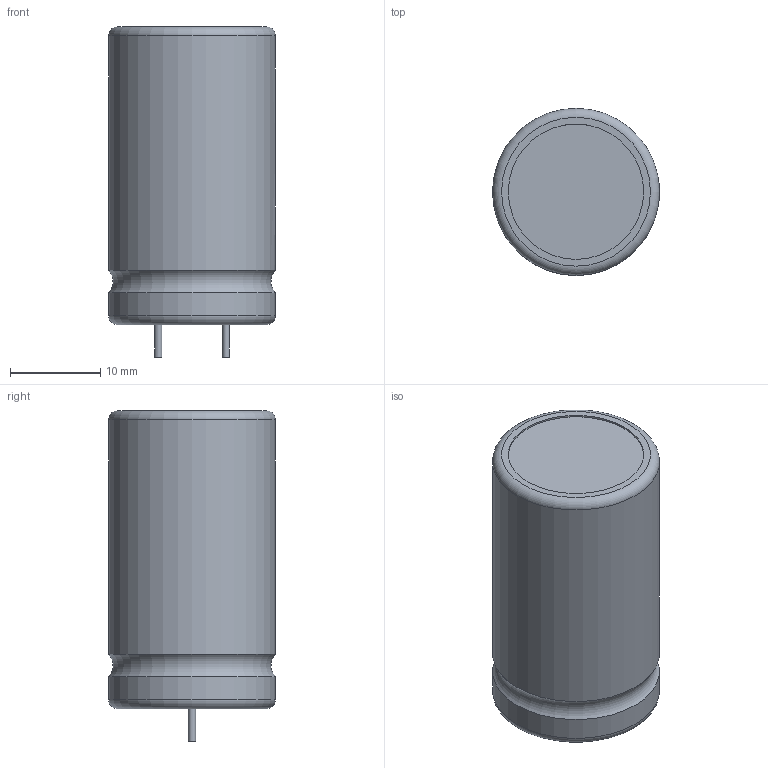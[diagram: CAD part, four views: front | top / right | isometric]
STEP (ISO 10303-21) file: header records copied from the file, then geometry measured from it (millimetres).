
FILE_DESCRIPTION(/* description */ (''),/* implementation_level */ '2;1');
FILE_NAME(/* name */ 'CAPPR750-1850X3300.stp',/* time_stamp */ '2015-06-02T10:03:19+02:00',/* author */ ('admchouv'),/* organization */ (''),/* preprocessor_version */ 'ST-DEVELOPER v15.5',/* originating_system */ 'AutoCAD Mechanical',/* authorisation */ '');
FILE_SCHEMA (('AUTOMOTIVE_DESIGN { 1 0 10303 214 3 1 1 }'));
Length unit declared in the file: millimetre
Products named in the file (1): Product
Bounding box: 18.5 x 18.5 x 36.6 mm (x, y, z)
Volume: 8731.1 mm3; surface area: 3239.2 mm2
Topology: 9 solids, 9 shells, 67 faces, 139 edges, 92 vertices
Faces by surface type: plane 44, cylinder 20, torus 3
Full cylindrical faces by diameter (mm): 0.8 x2, 15 x4, 18.5 x2
Entity records: 1653 total; most frequent: DIRECTION 300, CARTESIAN_POINT 264, ORIENTED_EDGE 228, AXIS2_PLACEMENT_3D 118, EDGE_CURVE 114, EDGE_LOOP 84, VERTEX_POINT 82, FACE_OUTER_BOUND 67
